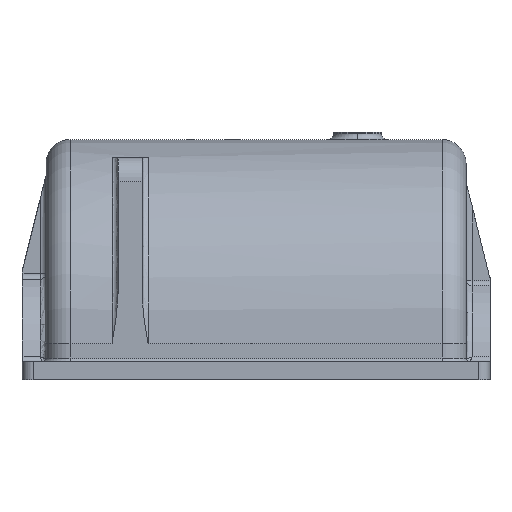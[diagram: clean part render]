
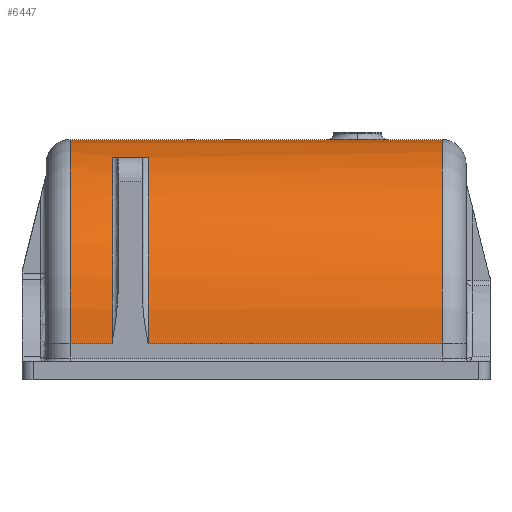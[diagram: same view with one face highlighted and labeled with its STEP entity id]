
A CAD part, front view. The second image highlights one B-rep face of the part: STEP entity #6447.
In plain terms, the highlighted cylindrical face has radius 170 mm (diameter 340 mm), a partial arc.
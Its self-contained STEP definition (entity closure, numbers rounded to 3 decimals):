
#1=CARTESIAN_POINT('',(-90.,-176.42,15.));
#2=DIRECTION('',(1.,0.,0.));
#3=DIRECTION('',(0.,-0.405,0.914));
#4=AXIS2_PLACEMENT_3D('',#1,#2,#3);
#6=CARTESIAN_POINT('',(-120.,-176.42,15.));
#7=DIRECTION('',(-1.,0.,0.));
#8=DIRECTION('',(0.,-1.,0.));
#9=AXIS2_PLACEMENT_3D('',#6,#7,#8);
#11=CARTESIAN_POINT('',(-155.,-176.42,15.));
#12=DIRECTION('',(-1.,0.,0.));
#13=DIRECTION('',(0.,-1.,0.));
#14=AXIS2_PLACEMENT_3D('',#11,#12,#13);
#16=DIRECTION('',(1.,0.,0.));
#17=VECTOR('',#16,310.);
#18=CARTESIAN_POINT('',(-155.,-176.42,185.));
#19=LINE('',#18,#17);
#20=CARTESIAN_POINT('',(155.,-176.42,15.));
#21=DIRECTION('',(-1.,0.,0.));
#22=DIRECTION('',(0.,-1.,0.));
#23=AXIS2_PLACEMENT_3D('',#20,#21,#22);
#153=DIRECTION('',(1.,0.,0.));
#154=VECTOR('',#153,245.);
#155=CARTESIAN_POINT('',(-90.,-346.42,15.));
#156=LINE('',#155,#154);
#169=DIRECTION('',(1.,0.,0.));
#170=VECTOR('',#169,35.);
#171=CARTESIAN_POINT('',(-155.,-346.42,15.));
#172=LINE('',#171,#170);
#5169=DIRECTION('',(1.,0.,0.));
#5170=VECTOR('',#5169,30.);
#5171=CARTESIAN_POINT('',(-120.,-245.282,170.429));
#5172=LINE('',#5171,#5170);
#5516=CARTESIAN_POINT('',(155.,-176.42,185.));
#5517=VERTEX_POINT('',#5516);
#5522=CARTESIAN_POINT('',(155.,-346.42,15.));
#5523=VERTEX_POINT('',#5522);
#5536=CARTESIAN_POINT('',(-155.,-176.42,185.));
#5537=VERTEX_POINT('',#5536);
#5540=CARTESIAN_POINT('',(-155.,-346.42,15.));
#5541=VERTEX_POINT('',#5540);
#5706=CARTESIAN_POINT('',(-120.,-346.42,15.));
#5707=CARTESIAN_POINT('',(-120.,-245.282,170.429));
#5708=VERTEX_POINT('',#5706);
#5709=VERTEX_POINT('',#5707);
#5715=CARTESIAN_POINT('',(-90.,-245.282,170.429));
#5716=CARTESIAN_POINT('',(-90.,-346.42,15.));
#5717=VERTEX_POINT('',#5715);
#5718=VERTEX_POINT('',#5716);
#6424=CARTESIAN_POINT('',(-175.,-176.42,15.));
#6425=DIRECTION('',(1.,0.,0.));
#6426=DIRECTION('',(0.,-1.,0.));
#6427=AXIS2_PLACEMENT_3D('',#6424,#6425,#6426);
#6428=CYLINDRICAL_SURFACE('',#6427,170.);
#6430=ORIENTED_EDGE('',*,*,#6429,.F.);
#6432=ORIENTED_EDGE('',*,*,#6431,.F.);
#6434=ORIENTED_EDGE('',*,*,#6433,.F.);
#6436=ORIENTED_EDGE('',*,*,#6435,.F.);
#6438=ORIENTED_EDGE('',*,*,#6437,.T.);
#6440=ORIENTED_EDGE('',*,*,#6439,.T.);
#6442=ORIENTED_EDGE('',*,*,#6441,.F.);
#6444=ORIENTED_EDGE('',*,*,#6443,.F.);
#6445=EDGE_LOOP('',(#6430,#6432,#6434,#6436,#6438,#6440,#6442,#6444));
#6446=FACE_OUTER_BOUND('',#6445,.F.);
#6447=ADVANCED_FACE('',(#6446),#6428,.T.);
#5=CIRCLE('',#4,170.);
#10=CIRCLE('',#9,170.);
#15=CIRCLE('',#14,170.);
#24=CIRCLE('',#23,170.);
#6429=EDGE_CURVE('',#5717,#5718,#5,.T.);
#6431=EDGE_CURVE('',#5709,#5717,#5172,.T.);
#6433=EDGE_CURVE('',#5708,#5709,#10,.T.);
#6435=EDGE_CURVE('',#5541,#5708,#172,.T.);
#6437=EDGE_CURVE('',#5541,#5537,#15,.T.);
#6439=EDGE_CURVE('',#5537,#5517,#19,.T.);
#6441=EDGE_CURVE('',#5523,#5517,#24,.T.);
#6443=EDGE_CURVE('',#5718,#5523,#156,.T.);
